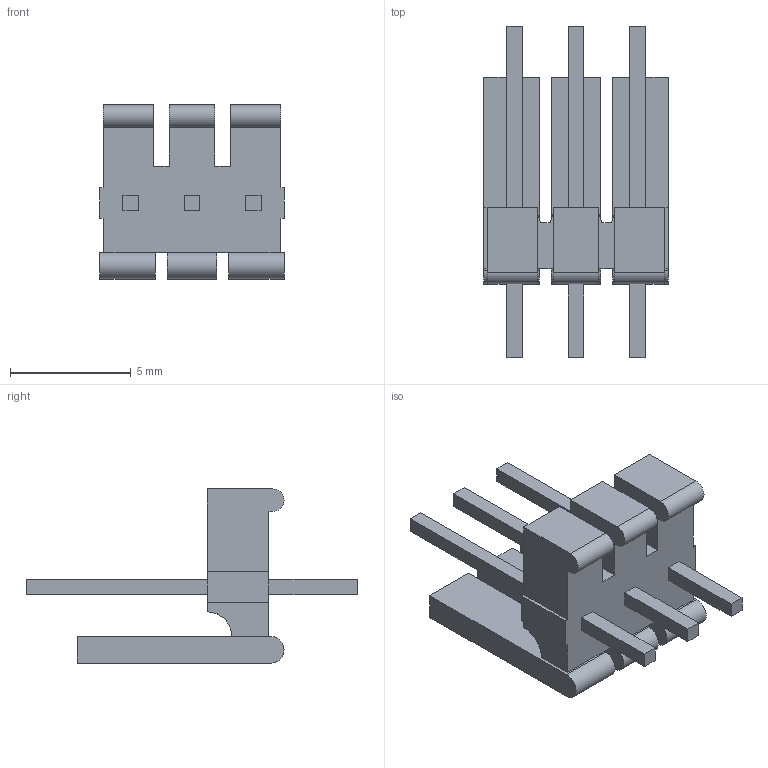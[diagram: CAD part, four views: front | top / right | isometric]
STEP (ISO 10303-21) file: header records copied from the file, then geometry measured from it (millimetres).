
FILE_DESCRIPTION((''),'2;1');
FILE_NAME('022283030','2013-02-07T',('gga'),(''),'PRO/ENGINEER BY PARAMETRIC TECHNOLOGY CORPORATION, 2011490','PRO/ENGINEER BY PARAMETRIC TECHNOLOGY CORPORATION, 2011490','');
FILE_SCHEMA(('CONFIG_CONTROL_DESIGN'));
Length unit declared in the file: inch
Products named in the file (1): 022283030
Bounding box: 7.62 x 13.72 x 7.21 mm (x, y, z)
Volume: 176.8 mm3; surface area: 433.4 mm2
Topology: 1 solids, 1 shells, 87 faces, 236 edges, 158 vertices
Faces by surface type: plane 80, cylinder 7
Entity records: 2740 total; most frequent: CARTESIAN_POINT 481, ORIENTED_EDGE 458, DIRECTION 434, EDGE_CURVE 229, VECTOR 208, LINE 208, VERTEX_POINT 150, AXIS2_PLACEMENT_3D 113
